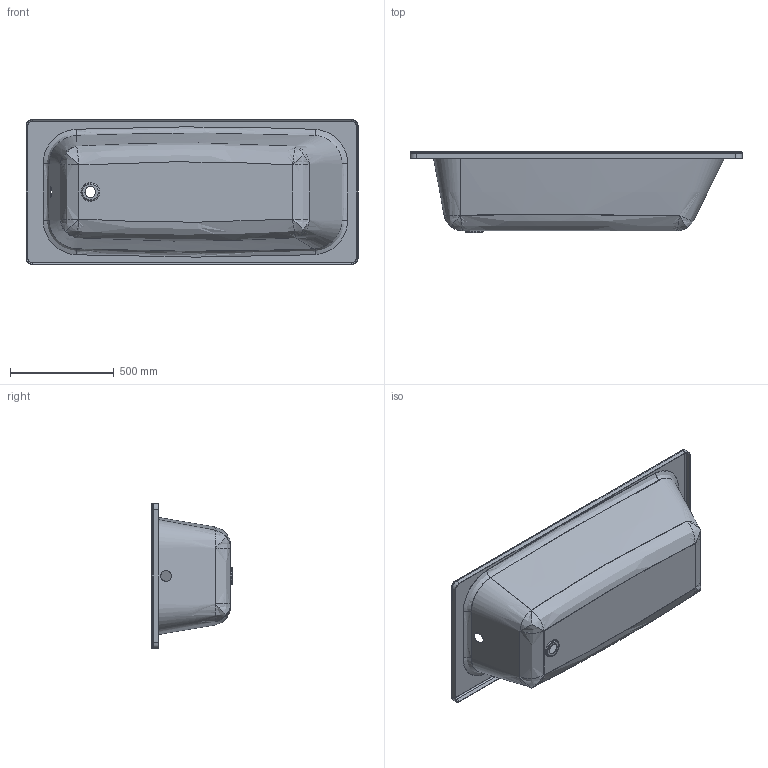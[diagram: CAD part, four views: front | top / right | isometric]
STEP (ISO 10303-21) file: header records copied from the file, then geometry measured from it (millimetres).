
FILE_DESCRIPTION (( 'STEP AP214' ), '1' );
FILE_NAME ('SST167_STEP_V10623.STEP', '2023-06-02T08:59:58', ( '' ), ( '' ), 'SwSTEP 2.0', 'SolidWorks 2019', '' );
FILE_SCHEMA (( 'AUTOMOTIVE_DESIGN' ));
Length unit declared in the file: millimetre
Products named in the file (1): SST167_STEP_V10623
Bounding box: 1600 x 390 x 700 mm (x, y, z)
Volume: 6938901.7 mm3; surface area: 4344950.9 mm2
Topology: 1 solids, 1 shells, 87 faces, 222 edges, 138 vertices
Faces by surface type: bspline 32, cylinder 24, torus 16, plane 15
Entity records: 30546 total; most frequent: CARTESIAN_POINT 28640, ORIENTED_EDGE 436, DIRECTION 328, EDGE_CURVE 218, AXIS2_PLACEMENT_3D 140, VERTEX_POINT 138, EDGE_LOOP 96, FACE_OUTER_BOUND 87
